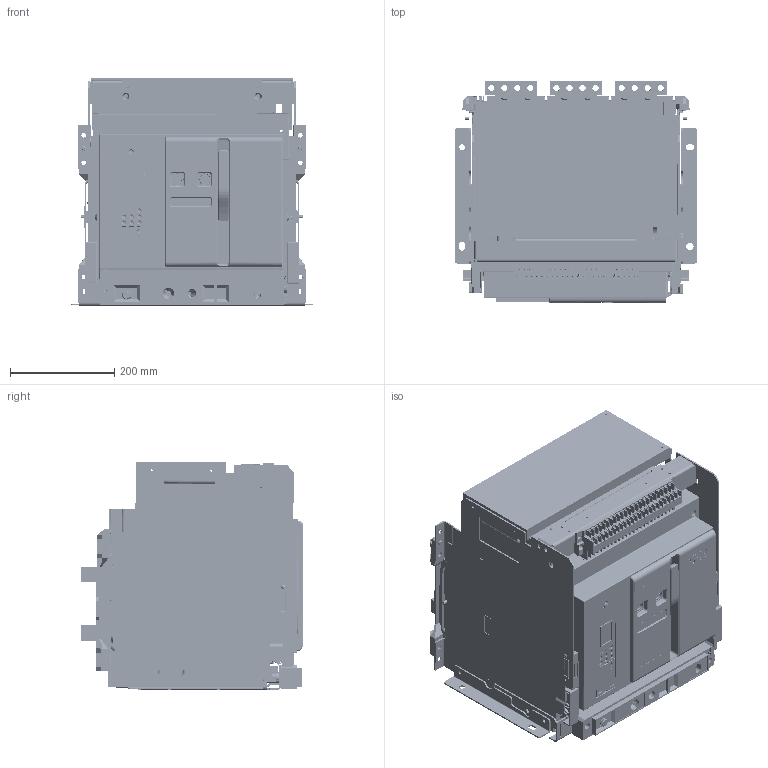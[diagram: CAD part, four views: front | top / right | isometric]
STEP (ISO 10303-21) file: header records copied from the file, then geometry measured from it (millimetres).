
FILE_DESCRIPTION((''),'2;1');
FILE_NAME('ASM0004_ASM_ASM','2020-06-14T',('li.xiong'),(''),'PRO/ENGINEER BY PARAMETRIC TECHNOLOGY CORPORATION, 2015440','PRO/ENGINEER BY PARAMETRIC TECHNOLOGY CORPORATION, 2015440','');
FILE_SCHEMA(('CONFIG_CONTROL_DESIGN'));
Products named in the file (18): MANIFOLD_SOLID_BREP_38604; MANIFOLD_SOLID_BREP_39777; MANIFOLD_SOLID_BREP_41087; MANIFOLD_SOLID_BREP_42261; MANIFOLD_SOLID_BREP_43144; MANIFOLD_SOLID_BREP_43710; MANIFOLD_SOLID_BREP_43798; 3200_3P_1_4_ASM; MANIFOLD_SOLID_BREP_238277; MANIFOLD_SOLID_BREP_238365; MANIFOLD_SOLID_BREP_242443; MANIFOLD_SOLID_BREP_246507; MANIFOLD_SOLID_BREP_247648; MANIFOLD_SOLID_BREP_248062; 3200_3P_2_7_ASM; 3200_3P_CT_ASM_5_ASM; ASM0004_ASM_1_ASM; ASM0004_ASM_ASM
Assembly tree (17 placements, depth 5):
  ASM0004_ASM_ASM
    ASM0004_ASM_1_ASM
      3200_3P_CT_ASM_5_ASM
        3200_3P_1_4_ASM
          MANIFOLD_SOLID_BREP_38604
          MANIFOLD_SOLID_BREP_39777
          MANIFOLD_SOLID_BREP_41087
          MANIFOLD_SOLID_BREP_42261
          MANIFOLD_SOLID_BREP_43144
          MANIFOLD_SOLID_BREP_43710
          MANIFOLD_SOLID_BREP_43798
        3200_3P_2_7_ASM
          MANIFOLD_SOLID_BREP_238277
          MANIFOLD_SOLID_BREP_238365
          MANIFOLD_SOLID_BREP_242443
          MANIFOLD_SOLID_BREP_246507
          MANIFOLD_SOLID_BREP_247648
          MANIFOLD_SOLID_BREP_248062
Bounding box: 465 x 427.49 x 437.21 mm (x, y, z)
Volume: 65702057.4 mm3; surface area: 3218349.6 mm2
Topology: 10 solids, 10 shells, 6305 faces, 17870 edges, 11725 vertices
Faces by surface type: plane 4172, cylinder 1563, cone 337, torus 103, bspline 84, sphere 26, extrusion 20
Entity records: 228053 total; most frequent: CARTESIAN_POINT 62731, ORIENTED_EDGE 35660, DIRECTION 32621, EDGE_CURVE 17830, VECTOR 12527, LINE 12507, VERTEX_POINT 11719, AXIS2_PLACEMENT_3D 10047
